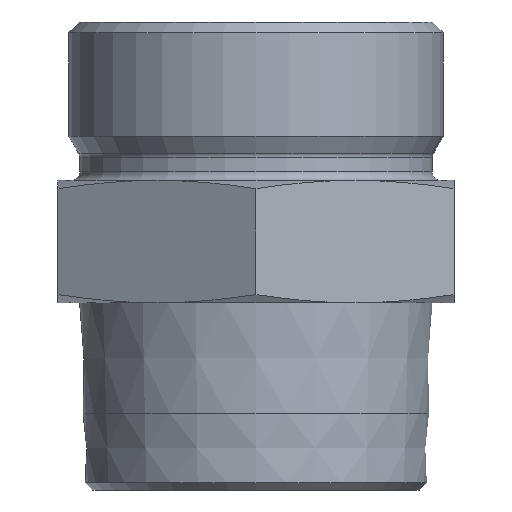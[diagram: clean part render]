
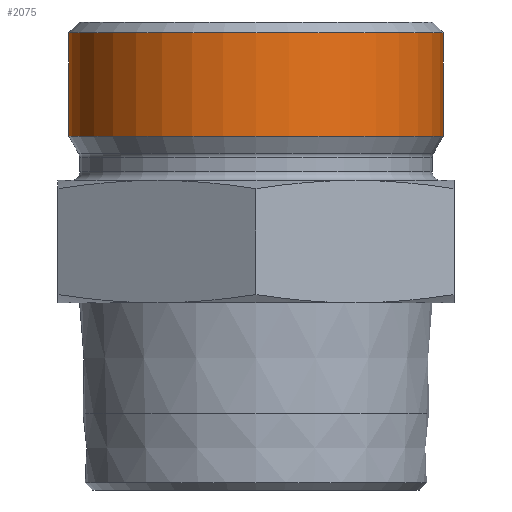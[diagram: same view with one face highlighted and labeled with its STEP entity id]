
A CAD part, front view. The second image highlights one B-rep face of the part: STEP entity #2075.
In plain terms, the highlighted cylindrical face has radius 26 mm (diameter 52 mm), a full revolution.
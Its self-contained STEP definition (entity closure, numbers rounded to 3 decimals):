
#2004=CARTESIAN_POINT('',(20.561,-0.514,49.098));
#2005=VERTEX_POINT('',#2004);
#2006=CARTESIAN_POINT('',(-5.439,-0.514,49.098));
#2007=DIRECTION('',(0.0,0.0,-1.0));
#2008=DIRECTION('',(-1.0,0.0,0.0));
#2009=AXIS2_PLACEMENT_3D('',#2006,#2007,#2008);
#2010=CIRCLE('',#2009,26.0);
#2011=EDGE_CURVE('',#2005,#2005,#2010,.T.);
#2056=CARTESIAN_POINT('',(-5.439,-0.514,65.0));
#2057=DIRECTION('',(0.0,0.0,-1.0));
#2058=DIRECTION('',(-1.0,0.0,0.0));
#2059=AXIS2_PLACEMENT_3D('',#2056,#2057,#2058);
#2060=CYLINDRICAL_SURFACE('',#2059,26.0);
#2061=CARTESIAN_POINT('',(20.561,-0.514,63.5));
#2062=VERTEX_POINT('',#2061);
#2063=CARTESIAN_POINT('',(-5.439,-0.514,63.5));
#2064=DIRECTION('',(0.0,0.0,1.0));
#2065=DIRECTION('',(-1.0,0.0,0.0));
#2066=AXIS2_PLACEMENT_3D('',#2063,#2064,#2065);
#2067=CIRCLE('',#2066,26.0);
#2068=EDGE_CURVE('',#2062,#2062,#2067,.T.);
#2069=ORIENTED_EDGE('',*,*,#2068,.F.);
#2070=EDGE_LOOP('',(#2069));
#2071=FACE_OUTER_BOUND('',#2070,.T.);
#2072=ORIENTED_EDGE('',*,*,#2011,.F.);
#2073=EDGE_LOOP('',(#2072));
#2074=FACE_BOUND('',#2073,.T.);
#2075=ADVANCED_FACE('',(#2071,#2074),#2060,.T.);
